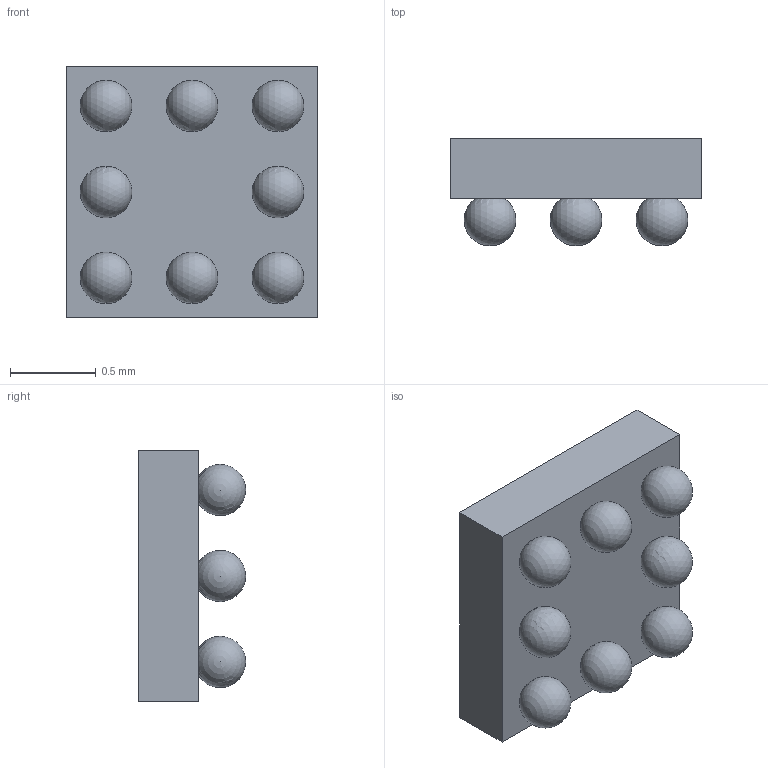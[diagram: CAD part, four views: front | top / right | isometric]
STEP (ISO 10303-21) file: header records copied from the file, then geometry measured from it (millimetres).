
FILE_DESCRIPTION(/* description */ (''),/* implementation_level */ '2;1');
FILE_NAME(/* name */ '',/* time_stamp */ '',/* author */ (''),/* organization */ (''),/* preprocessor_version */ '',/* originating_system */ '',/* authorisation */ '');
FILE_SCHEMA (('AUTOMOTIVE_DESIGN { 1 0 10303 214 3 1 1 }'));
Length unit declared in the file: millimetre
Products named in the file (1): TI S-XBGA-N8
Bounding box: 1.46 x 0.62 x 1.46 mm (x, y, z)
Volume: 0.9 mm3; surface area: 8.2 mm2
Topology: 1 solids, 1 shells, 16 faces, 47 edges, 34 vertices
Faces by surface type: sphere 8, plane 7, cylinder 1
Full cylindrical faces by diameter (mm): 0.2 x1
Entity records: 409 total; most frequent: DIRECTION 66, CARTESIAN_POINT 57, ORIENTED_EDGE 44, AXIS2_PLACEMENT_3D 27, EDGE_LOOP 26, EDGE_CURVE 22, FACE_BOUND 18, VERTEX_POINT 18
